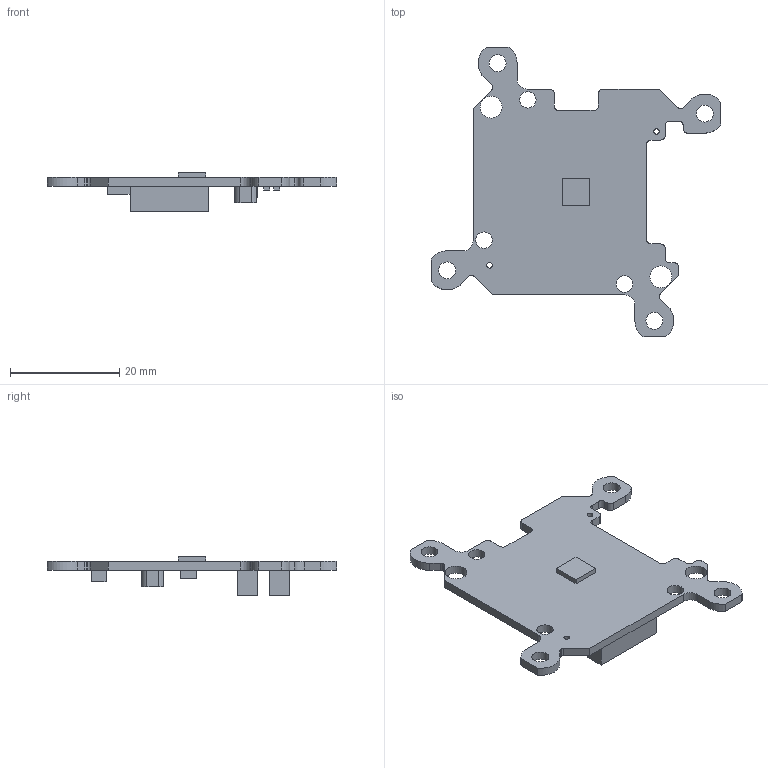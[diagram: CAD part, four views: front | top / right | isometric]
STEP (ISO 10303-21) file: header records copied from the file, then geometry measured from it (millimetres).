
FILE_DESCRIPTION (( 'STEP AP214' ), '1' );
FILE_NAME ('PA0260 54x54 Single turn.STEP', '2021-11-09T11:05:56', ( '' ), ( '' ), 'SwSTEP 2.0', 'SolidWorks 2020', '' );
FILE_SCHEMA (( 'AUTOMOTIVE_DESIGN' ));
Length unit declared in the file: millimetre
Products named in the file (1): PA0260 54x54 Single turn
Bounding box: 52.85 x 52.85 x 7.1 mm (x, y, z)
Volume: 2440.1 mm3; surface area: 3978.5 mm2
Topology: 2 solids, 2 shells, 136 faces, 373 edges, 250 vertices
Faces by surface type: plane 89, cylinder 47
Full cylindrical faces by diameter (mm): 1 x2, 3 x3, 3.1 x4, 4 x2
Entity records: 4924 total; most frequent: CARTESIAN_POINT 741, DIRECTION 726, ORIENTED_EDGE 716, EDGE_CURVE 358, LINE 264, VECTOR 264, VERTEX_POINT 246, AXIS2_PLACEMENT_3D 231
